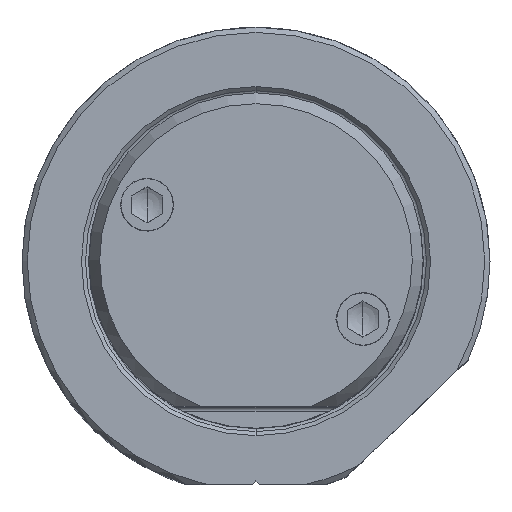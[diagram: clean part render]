
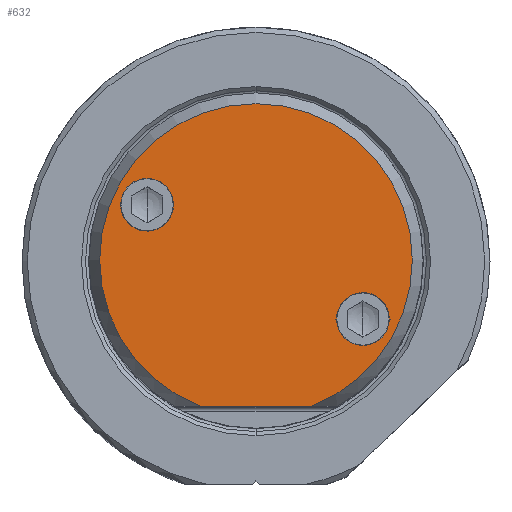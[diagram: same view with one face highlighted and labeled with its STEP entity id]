
A CAD part, top view. The second image highlights one B-rep face of the part: STEP entity #632.
In plain terms, the highlighted planar face has unit normal (0, 0, 1).
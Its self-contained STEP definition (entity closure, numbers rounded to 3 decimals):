
#193=PLANE('',#5785);
#632=ADVANCED_FACE('',(#928,#929,#930),#193,.T.);
#928=FACE_BOUND('',#1063,.T.);
#929=FACE_BOUND('',#1064,.T.);
#930=FACE_BOUND('',#1065,.T.);
#1063=EDGE_LOOP('',(#2918,#2919,#2920,#2921));
#1064=EDGE_LOOP('',(#2922,#2923,#2924,#2925,#2926));
#1065=EDGE_LOOP('',(#2927,#2928,#2929,#2930,#2931));
#1370=CIRCLE('',#5773,14.847);
#1371=CIRCLE('',#5774,14.847);
#1372=CIRCLE('',#5775,14.847);
#1373=CIRCLE('',#5777,2.5);
#1374=CIRCLE('',#5779,2.5);
#1375=CIRCLE('',#5780,2.5);
#1376=CIRCLE('',#5782,2.5);
#1377=CIRCLE('',#5783,2.5);
#1378=CIRCLE('',#5784,2.5);
#1586=ELLIPSE('',#5778,2.004,2.);
#1587=ELLIPSE('',#5781,2.004,2.);
#1720=LINE('',#12432,#2026);
#2026=VECTOR('',#6815,1.);
#2918=ORIENTED_EDGE('',*,*,#4791,.T.);
#2919=ORIENTED_EDGE('',*,*,#4790,.T.);
#2920=ORIENTED_EDGE('',*,*,#4787,.T.);
#2921=ORIENTED_EDGE('',*,*,#4792,.T.);
#2922=ORIENTED_EDGE('',*,*,#4793,.T.);
#2923=ORIENTED_EDGE('',*,*,#4794,.F.);
#2924=ORIENTED_EDGE('',*,*,#4795,.F.);
#2925=ORIENTED_EDGE('',*,*,#4796,.T.);
#2926=ORIENTED_EDGE('',*,*,#4797,.T.);
#2927=ORIENTED_EDGE('',*,*,#4798,.F.);
#2928=ORIENTED_EDGE('',*,*,#4799,.F.);
#2929=ORIENTED_EDGE('',*,*,#4800,.T.);
#2930=ORIENTED_EDGE('',*,*,#4801,.T.);
#2931=ORIENTED_EDGE('',*,*,#4802,.T.);
#4125=VERTEX_POINT('',#12433);
#4126=VERTEX_POINT('',#12434);
#4127=VERTEX_POINT('',#12445);
#4128=VERTEX_POINT('',#12447);
#4129=VERTEX_POINT('',#12451);
#4130=VERTEX_POINT('',#12452);
#4131=VERTEX_POINT('',#12454);
#4132=VERTEX_POINT('',#12459);
#4133=VERTEX_POINT('',#12461);
#4134=VERTEX_POINT('',#12464);
#4135=VERTEX_POINT('',#12465);
#4136=VERTEX_POINT('',#12470);
#4137=VERTEX_POINT('',#12472);
#4138=VERTEX_POINT('',#12474);
#4787=EDGE_CURVE('',#4125,#4126,#1720,.T.);
#4790=EDGE_CURVE('',#4127,#4125,#1370,.T.);
#4791=EDGE_CURVE('',#4128,#4127,#1371,.T.);
#4792=EDGE_CURVE('',#4126,#4128,#1372,.T.);
#4793=EDGE_CURVE('',#4129,#4130,#1373,.T.);
#4794=EDGE_CURVE('',#4131,#4130,#1586,.T.);
#4795=EDGE_CURVE('',#4132,#4131,#5339,.T.);
#4796=EDGE_CURVE('',#4132,#4133,#1374,.T.);
#4797=EDGE_CURVE('',#4133,#4129,#1375,.T.);
#4798=EDGE_CURVE('',#4134,#4135,#1587,.T.);
#4799=EDGE_CURVE('',#4136,#4134,#5340,.T.);
#4800=EDGE_CURVE('',#4136,#4137,#1376,.T.);
#4801=EDGE_CURVE('',#4137,#4138,#1377,.T.);
#4802=EDGE_CURVE('',#4138,#4135,#1378,.T.);
#5339=B_SPLINE_CURVE_WITH_KNOTS('',3,(#12455,#12456,#12457,#12458),
 .UNSPECIFIED.,.F.,.F.,(4,4),(0.,1.),.UNSPECIFIED.);
#5340=B_SPLINE_CURVE_WITH_KNOTS('',3,(#12466,#12467,#12468,#12469),
 .UNSPECIFIED.,.F.,.F.,(4,4),(0.,1.),.UNSPECIFIED.);
#5773=AXIS2_PLACEMENT_3D('',#12444,#6818,#6819);
#5774=AXIS2_PLACEMENT_3D('',#12446,#6820,#6821);
#5775=AXIS2_PLACEMENT_3D('',#12448,#6822,#6823);
#5777=AXIS2_PLACEMENT_3D('',#12450,#6826,#6827);
#5778=AXIS2_PLACEMENT_3D('',#12453,#6828,#6829);
#5779=AXIS2_PLACEMENT_3D('',#12460,#6830,#6831);
#5780=AXIS2_PLACEMENT_3D('',#12462,#6832,#6833);
#5781=AXIS2_PLACEMENT_3D('',#12463,#6834,#6835);
#5782=AXIS2_PLACEMENT_3D('',#12471,#6836,#6837);
#5783=AXIS2_PLACEMENT_3D('',#12473,#6838,#6839);
#5784=AXIS2_PLACEMENT_3D('',#12475,#6840,#6841);
#5785=AXIS2_PLACEMENT_3D('',#12476,#6842,#6843);
#6815=DIRECTION('',(1.,0.,0.));
#6818=DIRECTION('',(0.,0.,1.));
#6819=DIRECTION('',(-1.,0.,0.));
#6820=DIRECTION('',(0.,0.,1.));
#6821=DIRECTION('',(1.,0.,0.));
#6822=DIRECTION('',(0.,0.,1.));
#6823=DIRECTION('',(0.356,-0.935,0.));
#6826=DIRECTION('',(0.,0.,-1.));
#6827=DIRECTION('',(1.,0.,0.));
#6828=DIRECTION('',(0.,0.,1.));
#6829=DIRECTION('',(0.93,0.366,0.));
#6830=DIRECTION('',(0.,0.,-1.));
#6831=DIRECTION('',(-0.93,-0.367,0.));
#6832=DIRECTION('',(0.,0.,-1.));
#6833=DIRECTION('',(-1.,0.,0.));
#6834=DIRECTION('',(0.,0.,1.));
#6835=DIRECTION('',(-0.943,-0.334,0.));
#6836=DIRECTION('',(0.,0.,-1.));
#6837=DIRECTION('',(0.942,0.335,0.));
#6838=DIRECTION('',(0.,0.,-1.));
#6839=DIRECTION('',(1.,0.,0.));
#6840=DIRECTION('',(0.,0.,-1.));
#6841=DIRECTION('',(-1.,0.,0.));
#6842=DIRECTION('',(0.,0.,1.));
#6843=DIRECTION('',(1.,0.,0.));
#12432=CARTESIAN_POINT('',(-5.284,-13.875,60.33));
#12433=CARTESIAN_POINT('',(-5.284,-13.875,60.33));
#12434=CARTESIAN_POINT('',(5.284,-13.875,60.33));
#12444=CARTESIAN_POINT('',(0.,0.,60.33));
#12445=CARTESIAN_POINT('',(-14.847,0.,60.33));
#12446=CARTESIAN_POINT('',(0.,0.,60.33));
#12447=CARTESIAN_POINT('',(14.847,0.,60.33));
#12448=CARTESIAN_POINT('',(0.,0.,60.33));
#12450=CARTESIAN_POINT('',(-10.345,5.246,60.33));
#12451=CARTESIAN_POINT('',(-7.845,5.246,60.33));
#12452=CARTESIAN_POINT('',(-12.402,3.824,60.33));
#12453=CARTESIAN_POINT('',(-10.786,5.009,60.33));
#12454=CARTESIAN_POINT('',(-12.651,4.275,60.33));
#12455=CARTESIAN_POINT('',(-12.671,4.327,60.33));
#12456=CARTESIAN_POINT('',(-12.664,4.31,60.33));
#12457=CARTESIAN_POINT('',(-12.658,4.292,60.33));
#12458=CARTESIAN_POINT('',(-12.651,4.275,60.33));
#12459=CARTESIAN_POINT('',(-12.671,4.327,60.33));
#12460=CARTESIAN_POINT('',(-10.345,5.246,60.33));
#12461=CARTESIAN_POINT('',(-12.845,5.246,60.33));
#12462=CARTESIAN_POINT('',(-10.345,5.246,60.33));
#12463=CARTESIAN_POINT('',(10.605,-5.383,60.33));
#12464=CARTESIAN_POINT('',(12.494,-4.714,60.33));
#12465=CARTESIAN_POINT('',(12.261,-4.254,60.33));
#12466=CARTESIAN_POINT('',(12.512,-4.767,60.33));
#12467=CARTESIAN_POINT('',(12.506,-4.749,60.33));
#12468=CARTESIAN_POINT('',(12.5,-4.732,60.33));
#12469=CARTESIAN_POINT('',(12.494,-4.714,60.33));
#12470=CARTESIAN_POINT('',(12.512,-4.767,60.33));
#12471=CARTESIAN_POINT('',(10.156,-5.604,60.33));
#12472=CARTESIAN_POINT('',(12.656,-5.604,60.33));
#12473=CARTESIAN_POINT('',(10.156,-5.604,60.33));
#12474=CARTESIAN_POINT('',(7.656,-5.604,60.33));
#12475=CARTESIAN_POINT('',(10.156,-5.604,60.33));
#12476=CARTESIAN_POINT('',(0.,0.486,60.33));
